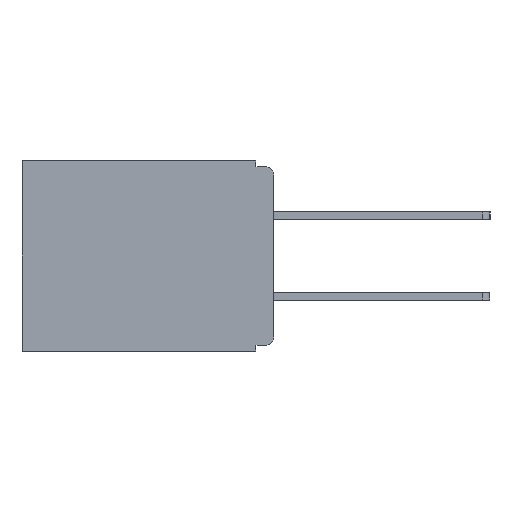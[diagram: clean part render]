
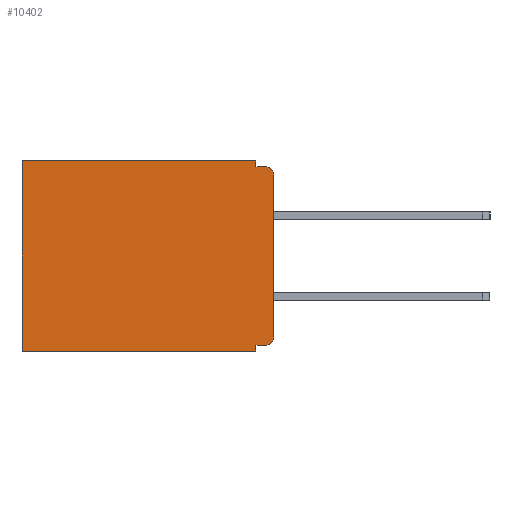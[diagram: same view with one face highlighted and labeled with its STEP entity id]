
A CAD part, left-side view. The second image highlights one B-rep face of the part: STEP entity #10402.
In plain terms, the highlighted planar face has unit normal (-1, 0, 0).
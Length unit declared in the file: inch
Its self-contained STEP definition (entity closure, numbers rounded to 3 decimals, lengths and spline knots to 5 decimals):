
#341 = VERTEX_POINT ( 'NONE', #6257 ) ;
#378 = CARTESIAN_POINT ( 'NONE',  ( 0.3, 0., -0.025 ) ) ;
#602 = CARTESIAN_POINT ( 'NONE',  ( 0.3, 0., -0.01 ) ) ;
#704 = CARTESIAN_POINT ( 'NONE',  ( 0.3, 0.031, 0. ) ) ;
#1066 = LINE ( 'NONE', #6176, #13285 ) ;
#1754 = EDGE_CURVE ( 'NONE', #15688, #2519, #5884, .T. ) ;
#2057 = VECTOR ( 'NONE', #10738, 39.37008 ) ;
#2519 = VERTEX_POINT ( 'NONE', #14080 ) ;
#2869 = ORIENTED_EDGE ( 'NONE', *, *, #1754, .T. ) ;
#2940 = ORIENTED_EDGE ( 'NONE', *, *, #11553, .F. ) ;
#2944 = ORIENTED_EDGE ( 'NONE', *, *, #13492, .F. ) ;
#2966 = CARTESIAN_POINT ( 'NONE',  ( 0.3, 0.031, -0.01 ) ) ;
#3050 = ORIENTED_EDGE ( 'NONE', *, *, #17975, .T. ) ;
#3202 = ORIENTED_EDGE ( 'NONE', *, *, #10392, .F. ) ;
#3704 = CIRCLE ( 'NONE', #3869, 0.015 ) ;
#3726 = CARTESIAN_POINT ( 'NONE',  ( 0.3, 0.015, -0.01 ) ) ;
#3869 = AXIS2_PLACEMENT_3D ( 'NONE', #18081, #8711, #19623 ) ;
#4202 = EDGE_CURVE ( 'NONE', #14152, #12600, #15709, .T. ) ;
#4333 = EDGE_CURVE ( 'NONE', #11116, #341, #1066, .T. ) ;
#4386 = CARTESIAN_POINT ( 'NONE',  ( 0.3, 0.437, -0.33 ) ) ;
#4729 = ORIENTED_EDGE ( 'NONE', *, *, #4333, .F. ) ;
#4751 = ORIENTED_EDGE ( 'NONE', *, *, #14098, .T. ) ;
#5001 = ORIENTED_EDGE ( 'NONE', *, *, #4202, .T. ) ;
#5597 = ORIENTED_EDGE ( 'NONE', *, *, #19099, .F. ) ;
#5683 = DIRECTION ( 'NONE',  ( 0., 0., -1. ) ) ;
#5884 = LINE ( 'NONE', #8085, #9673 ) ;
#6058 = LINE ( 'NONE', #19014, #10322 ) ;
#6176 = CARTESIAN_POINT ( 'NONE',  ( 0.3, 0., -0.33 ) ) ;
#6257 = CARTESIAN_POINT ( 'NONE',  ( 0.3, 0.437, -0.33 ) ) ;
#6862 = LINE ( 'NONE', #4386, #2057 ) ;
#6945 = DIRECTION ( 'NONE',  ( 0., 1., 0. ) ) ;
#7202 = VECTOR ( 'NONE', #13340, 39.37008 ) ;
#7745 = VERTEX_POINT ( 'NONE', #2966 ) ;
#8085 = CARTESIAN_POINT ( 'NONE',  ( 0.3, 0., 0. ) ) ;
#8132 = EDGE_CURVE ( 'NONE', #14152, #12865, #6058, .T. ) ;
#8247 = EDGE_LOOP ( 'NONE', ( #3202, #3050, #2940, #2944, #2869, #4751, #4729, #5597, #19944, #5001 ) ) ;
#8711 = DIRECTION ( 'NONE',  ( -1., 0., 0. ) ) ;
#9381 = CARTESIAN_POINT ( 'NONE',  ( 0.3, 0., -0.33 ) ) ;
#9422 = VECTOR ( 'NONE', #5683, 39.37008 ) ;
#9533 = LINE ( 'NONE', #17106, #17368 ) ;
#9673 = VECTOR ( 'NONE', #6945, 39.37008 ) ;
#9674 = DIRECTION ( 'NONE',  ( 0., 1., 0. ) ) ;
#10322 = VECTOR ( 'NONE', #9674, 39.37008 ) ;
#10392 = EDGE_CURVE ( 'NONE', #13790, #12600, #9533, .T. ) ;
#10402 = ADVANCED_FACE ( 'NONE', ( #18801 ), #18722, .F. ) ;
#10630 = DIRECTION ( 'NONE',  ( 0., 1., 0. ) ) ;
#10738 = DIRECTION ( 'NONE',  ( 0., 0., -1. ) ) ;
#10949 = DIRECTION ( 'NONE',  ( 0., 0., -1. ) ) ;
#11116 = VERTEX_POINT ( 'NONE', #13757 ) ;
#11370 = CARTESIAN_POINT ( 'NONE',  ( 0.3, 0., -0.305 ) ) ;
#11427 = LINE ( 'NONE', #602, #7202 ) ;
#11553 = EDGE_CURVE ( 'NONE', #7745, #17281, #11427, .T. ) ;
#12222 = LINE ( 'NONE', #14700, #20010 ) ;
#12600 = VERTEX_POINT ( 'NONE', #11370 ) ;
#12865 = VERTEX_POINT ( 'NONE', #13562 ) ;
#12985 = CARTESIAN_POINT ( 'NONE',  ( 0.3, 0.015, -0.305 ) ) ;
#12990 = DIRECTION ( 'NONE',  ( -1., 0., 0. ) ) ;
#13108 = DIRECTION ( 'NONE',  ( 0., 0., -1. ) ) ;
#13285 = VECTOR ( 'NONE', #10630, 39.37008 ) ;
#13340 = DIRECTION ( 'NONE',  ( 0., -1., 0. ) ) ;
#13492 = EDGE_CURVE ( 'NONE', #15688, #7745, #13587, .T. ) ;
#13562 = CARTESIAN_POINT ( 'NONE',  ( 0.3, 0.031, -0.32 ) ) ;
#13587 = LINE ( 'NONE', #15152, #9422 ) ;
#13757 = CARTESIAN_POINT ( 'NONE',  ( 0.3, 0.031, -0.33 ) ) ;
#13790 = VERTEX_POINT ( 'NONE', #378 ) ;
#13889 = AXIS2_PLACEMENT_3D ( 'NONE', #9381, #20278, #10949 ) ;
#14080 = CARTESIAN_POINT ( 'NONE',  ( 0.3, 0.437, 0. ) ) ;
#14098 = EDGE_CURVE ( 'NONE', #2519, #341, #6862, .T. ) ;
#14152 = VERTEX_POINT ( 'NONE', #17102 ) ;
#14700 = CARTESIAN_POINT ( 'NONE',  ( 0.3, 0.031, -0.33 ) ) ;
#15152 = CARTESIAN_POINT ( 'NONE',  ( 0.3, 0.031, 0. ) ) ;
#15688 = VERTEX_POINT ( 'NONE', #704 ) ;
#15709 = CIRCLE ( 'NONE', #18764, 0.015 ) ;
#17102 = CARTESIAN_POINT ( 'NONE',  ( 0.3, 0.015, -0.32 ) ) ;
#17106 = CARTESIAN_POINT ( 'NONE',  ( 0.3, 0., -0.33 ) ) ;
#17281 = VERTEX_POINT ( 'NONE', #3726 ) ;
#17368 = VECTOR ( 'NONE', #18597, 39.37008 ) ;
#17975 = EDGE_CURVE ( 'NONE', #13790, #17281, #3704, .T. ) ;
#18081 = CARTESIAN_POINT ( 'NONE',  ( 0.3, 0.015, -0.025 ) ) ;
#18107 = DIRECTION ( 'NONE',  ( 0., 0., -1. ) ) ;
#18597 = DIRECTION ( 'NONE',  ( 0., 0., -1. ) ) ;
#18722 = PLANE ( 'NONE',  #13889 ) ;
#18764 = AXIS2_PLACEMENT_3D ( 'NONE', #12985, #12990, #13108 ) ;
#18801 = FACE_OUTER_BOUND ( 'NONE', #8247, .T. ) ;
#19014 = CARTESIAN_POINT ( 'NONE',  ( 0.3, 0., -0.32 ) ) ;
#19099 = EDGE_CURVE ( 'NONE', #12865, #11116, #12222, .T. ) ;
#19623 = DIRECTION ( 'NONE',  ( 0., 0., -1. ) ) ;
#19944 = ORIENTED_EDGE ( 'NONE', *, *, #8132, .F. ) ;
#20010 = VECTOR ( 'NONE', #18107, 39.37008 ) ;
#20278 = DIRECTION ( 'NONE',  ( 1., 0., 0. ) ) ;
